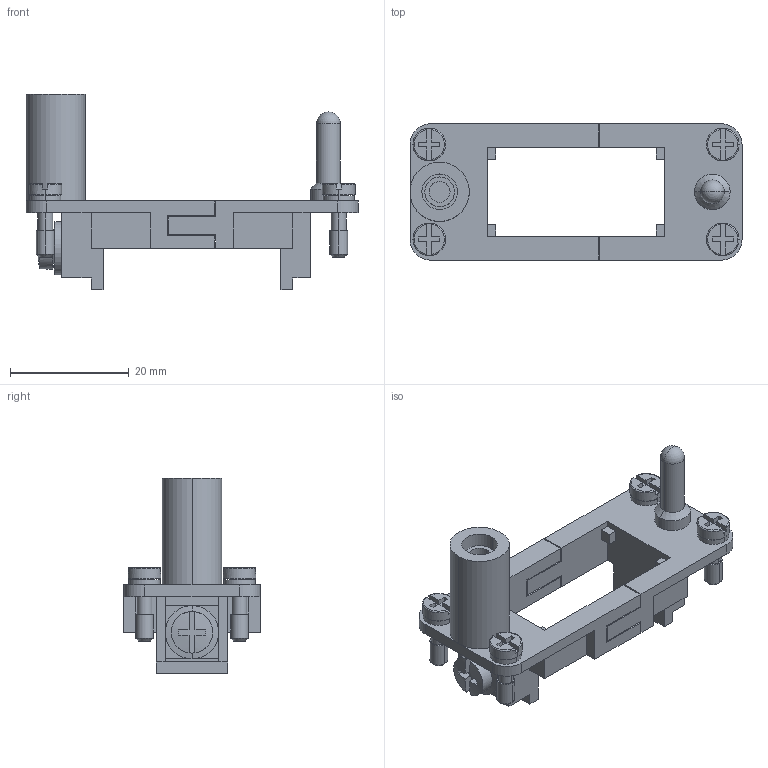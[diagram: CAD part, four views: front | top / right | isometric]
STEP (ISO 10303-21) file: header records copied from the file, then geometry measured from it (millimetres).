
FILE_DESCRIPTION((''),'2;1');
FILE_NAME('CX 01 T.stp','2006-12-08T08:08:00',('gembarski'),(''),'Autodesk Inventor 7','Autodesk Inventor 7','');
FILE_SCHEMA(('AUTOMOTIVE_DESIGN { 1 0 10303 214 1 1 1 1 }'));
Length unit declared in the file: millimetre
Products named in the file (1): CX 01 T
Bounding box: 56 x 23 x 33 mm (x, y, z)
Volume: 6358.8 mm3; surface area: 7024.3 mm2
Topology: 4 solids, 4 shells, 332 faces, 854 edges, 559 vertices
Faces by surface type: plane 182, bspline 68, cylinder 62, torus 8, sphere 6, cone 6
Entity records: 10648 total; most frequent: CARTESIAN_POINT 2574, ORIENTED_EDGE 1704, DIRECTION 1612, EDGE_CURVE 852, VECTOR 590, LINE 590, VERTEX_POINT 559, AXIS2_PLACEMENT_3D 511
